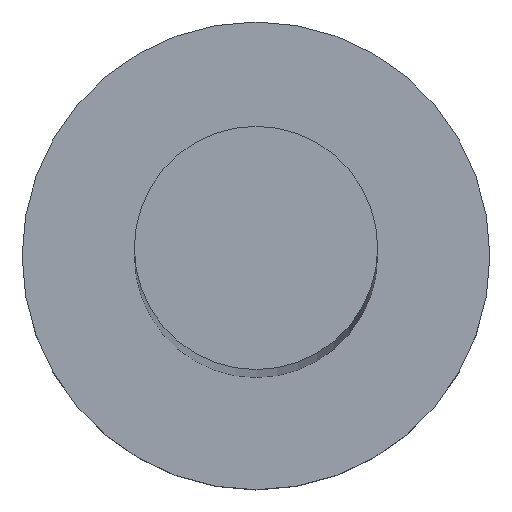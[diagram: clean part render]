
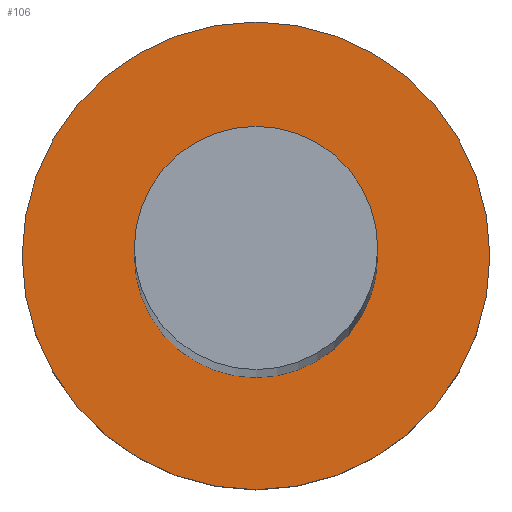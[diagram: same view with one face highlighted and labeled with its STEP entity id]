
A CAD part, top view. The second image highlights one B-rep face of the part: STEP entity #106.
In plain terms, the highlighted planar face has unit normal (0, 0, 1).
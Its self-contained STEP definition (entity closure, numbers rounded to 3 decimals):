
#12 = CARTESIAN_POINT ( 'NONE',  ( -2.6, 0., 3. ) ) ;
#20 = AXIS2_PLACEMENT_3D ( 'NONE', #213, #117, #97 ) ;
#24 = VERTEX_POINT ( 'NONE', #120 ) ;
#33 = EDGE_CURVE ( 'NONE', #210, #24, #49, .T. ) ;
#36 = DIRECTION ( 'NONE',  ( 1., 0., 0. ) ) ;
#43 = DIRECTION ( 'NONE',  ( 0., 0., 1. ) ) ;
#48 = ORIENTED_EDGE ( 'NONE', *, *, #167, .F. ) ;
#49 = CIRCLE ( 'NONE', #100, 5. ) ;
#51 = EDGE_LOOP ( 'NONE', ( #48, #132 ) ) ;
#63 = EDGE_CURVE ( 'NONE', #211, #75, #168, .T. ) ;
#71 = CIRCLE ( 'NONE', #130, 5. ) ;
#72 = ORIENTED_EDGE ( 'NONE', *, *, #33, .T. ) ;
#75 = VERTEX_POINT ( 'NONE', #12 ) ;
#78 = CARTESIAN_POINT ( 'NONE',  ( 0., 0., 3. ) ) ;
#83 = CARTESIAN_POINT ( 'NONE',  ( 0., 0., 3. ) ) ;
#97 = DIRECTION ( 'NONE',  ( 1., 0., 0. ) ) ;
#100 = AXIS2_PLACEMENT_3D ( 'NONE', #124, #179, #36 ) ;
#106 = ADVANCED_FACE ( 'NONE', ( #155, #137 ), #196, .T. ) ;
#117 = DIRECTION ( 'NONE',  ( 0., 0., 1. ) ) ;
#118 = AXIS2_PLACEMENT_3D ( 'NONE', #78, #43, #126 ) ;
#119 = DIRECTION ( 'NONE',  ( 1., 0., 0. ) ) ;
#120 = CARTESIAN_POINT ( 'NONE',  ( -5., 0., 3. ) ) ;
#124 = CARTESIAN_POINT ( 'NONE',  ( 0., 0., 3. ) ) ;
#126 = DIRECTION ( 'NONE',  ( 1., 0., 0. ) ) ;
#129 = CIRCLE ( 'NONE', #217, 2.6 ) ;
#130 = AXIS2_PLACEMENT_3D ( 'NONE', #83, #175, #119 ) ;
#132 = ORIENTED_EDGE ( 'NONE', *, *, #63, .F. ) ;
#133 = EDGE_LOOP ( 'NONE', ( #153, #72 ) ) ;
#134 = CARTESIAN_POINT ( 'NONE',  ( 0., 0., 3. ) ) ;
#137 = FACE_OUTER_BOUND ( 'NONE', #133, .T. ) ;
#153 = ORIENTED_EDGE ( 'NONE', *, *, #207, .T. ) ;
#155 = FACE_BOUND ( 'NONE', #51, .T. ) ;
#167 = EDGE_CURVE ( 'NONE', #75, #211, #129, .T. ) ;
#168 = CIRCLE ( 'NONE', #118, 2.6 ) ;
#175 = DIRECTION ( 'NONE',  ( 0., 0., 1. ) ) ;
#176 = DIRECTION ( 'NONE',  ( 0., 0., 1. ) ) ;
#179 = DIRECTION ( 'NONE',  ( 0., 0., 1. ) ) ;
#191 = CARTESIAN_POINT ( 'NONE',  ( 2.6, 0., 3. ) ) ;
#196 = PLANE ( 'NONE',  #20 ) ;
#207 = EDGE_CURVE ( 'NONE', #24, #210, #71, .T. ) ;
#210 = VERTEX_POINT ( 'NONE', #235 ) ;
#211 = VERTEX_POINT ( 'NONE', #191 ) ;
#213 = CARTESIAN_POINT ( 'NONE',  ( 0., 0., 3. ) ) ;
#217 = AXIS2_PLACEMENT_3D ( 'NONE', #134, #176, #233 ) ;
#233 = DIRECTION ( 'NONE',  ( 1., 0., 0. ) ) ;
#235 = CARTESIAN_POINT ( 'NONE',  ( 5., 0., 3. ) ) ;
